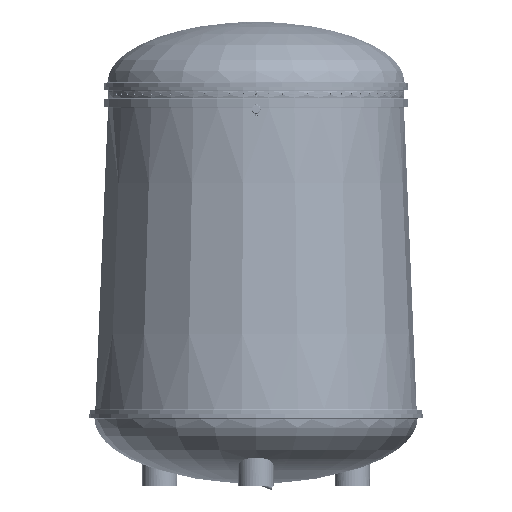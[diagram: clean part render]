
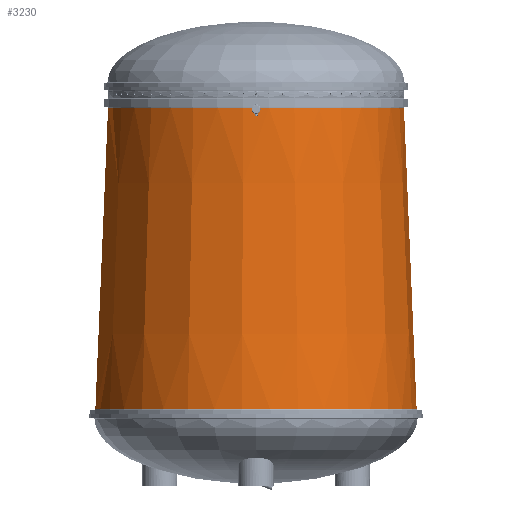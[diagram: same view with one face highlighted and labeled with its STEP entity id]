
A CAD part, front view. The second image highlights one B-rep face of the part: STEP entity #3230.
In plain terms, the highlighted conical face has half-angle 2.419 degrees and reference radius 804.841 mm.
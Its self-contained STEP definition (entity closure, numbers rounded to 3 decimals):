
#1850=CARTESIAN_POINT('',(0.,0.,-850.));
#1860=DIRECTION('',(0.,0.,-1.));
#1870=DIRECTION('',(-0.996,-0.087,0.));
#1880=AXIS2_PLACEMENT_3D('',#1850,#1860,#1870);
#1890=CONICAL_SURFACE('',#1880,804.841,0.042);
#1900=CARTESIAN_POINT('',(-801.778,-70.146,-850.));
#1910=DIRECTION('',(-0.042,-0.004,
-0.999));
#1920=VECTOR('',#1910,19067.484);
#1930=LINE('',#1900,#1920);
#1940=CARTESIAN_POINT('',(-738.252,-64.589,
659.393));
#1950=VERTEX_POINT('',#1940);
#1960=CARTESIAN_POINT('',(-801.576,-70.129,
-845.211));
#1970=VERTEX_POINT('',#1960);
#1980=EDGE_CURVE('',#1950,#1970,#1930,.T.);
#2000=CARTESIAN_POINT('',(0.,0.,-845.211));
#2010=DIRECTION('',(0.,-0.,-1.));
#2020=DIRECTION('',(-0.996,-0.087,0.));
#2030=AXIS2_PLACEMENT_3D('',#2000,#2010,#2020);
#2040=CIRCLE('',#2030,804.638);
#2050=CARTESIAN_POINT('',(801.576,70.129,
-845.211));
#2060=VERTEX_POINT('',#2050);
#2090=CARTESIAN_POINT('',(801.778,70.146,-850.));
#2100=DIRECTION('',(0.042,0.004,
-0.999));
#2110=VECTOR('',#2100,19067.484);
#2120=LINE('',#2090,#2110);
#2130=CARTESIAN_POINT('',(738.252,64.589,
659.393));
#2140=VERTEX_POINT('',#2130);
#2150=EDGE_CURVE('',#2140,#2060,#2120,.T.);
#2170=CARTESIAN_POINT('',(0.,0.,659.393));
#2180=DIRECTION('',(0.,-0.,-1.));
#2190=DIRECTION('',(-0.996,-0.087,0.));
#2200=AXIS2_PLACEMENT_3D('',#2170,#2180,#2190);
#2210=CIRCLE('',#2200,741.072);
#3150=EDGE_CURVE('',#2060,#1970,#2040,.T.);
#3160=ORIENTED_EDGE('',*,*,#3150,.F.);
#3170=ORIENTED_EDGE('',*,*,#1980,.T.);
#3180=EDGE_CURVE('',#2140,#1950,#2210,.T.);
#3190=ORIENTED_EDGE('',*,*,#3180,.T.);
#3200=ORIENTED_EDGE('',*,*,#2150,.F.);
#3210=EDGE_LOOP('',(#3200,#3190,#3170,#3160));
#3220=FACE_OUTER_BOUND('',#3210,.T.);
#3230=ADVANCED_FACE('',(#3220),#1890,.T.);
